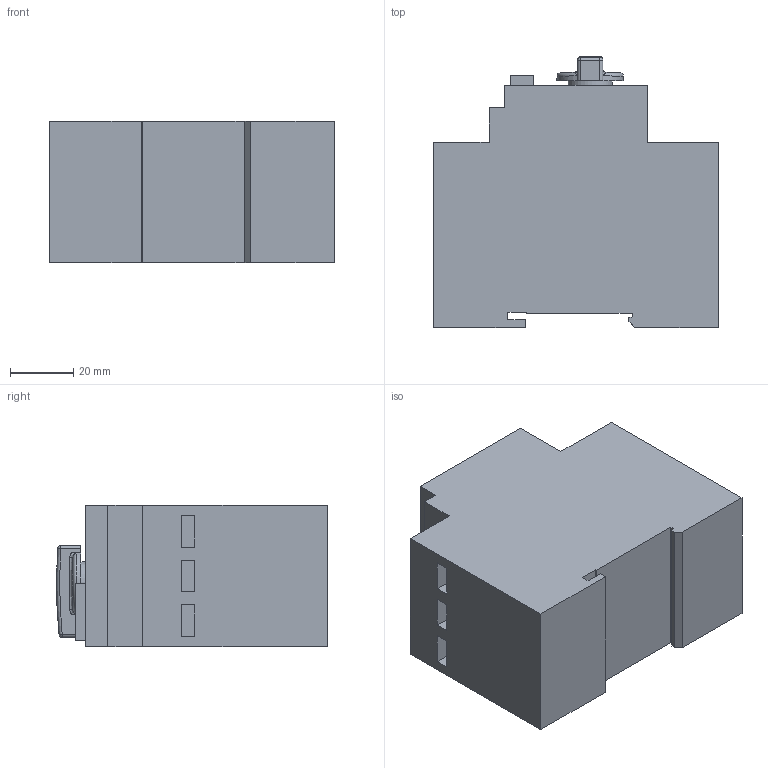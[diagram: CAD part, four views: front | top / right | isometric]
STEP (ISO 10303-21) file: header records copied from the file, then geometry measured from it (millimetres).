
FILE_DESCRIPTION((' '),'2;1');
FILE_NAME('KTA7-25H.stp','2012-08-31T14:06:38',(' '),(' '),' ','ACIS',' ');
FILE_SCHEMA(('CONFIG_CONTROL_DESIGN'));
Length unit declared in the file: millimetre
Products named in the file (8): KTA7-25H.stp; Body1; Body2; Body3; Body4; Body5; Body6; Body7
Assembly tree (7 placements, depth 2):
  KTA7-25H.stp
    Body1
    Body2
    Body3
    Body4
    Body5
    Body6
    Body7
Bounding box: 89.9 x 85.54 x 44.7 mm (x, y, z)
Volume: 262382.9 mm3; surface area: 33103.7 mm2
Topology: 7 solids, 7 shells, 197 faces, 518 edges, 336 vertices
Faces by surface type: plane 147, cylinder 16, torus 14, bspline 9, cone 6, sphere 5
Full cylindrical faces by diameter (mm): 7.5 x3, 7.504 x3, 14 x1
Entity records: 7714 total; most frequent: CARTESIAN_POINT 1973, ORIENTED_EDGE 982, DIRECTION 915, EDGE_CURVE 491, VECTOR 337, LINE 337, VERTEX_POINT 330, AXIS2_PLACEMENT_3D 289
